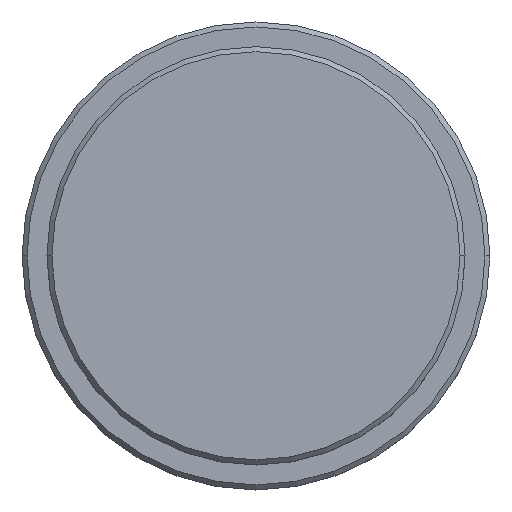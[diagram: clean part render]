
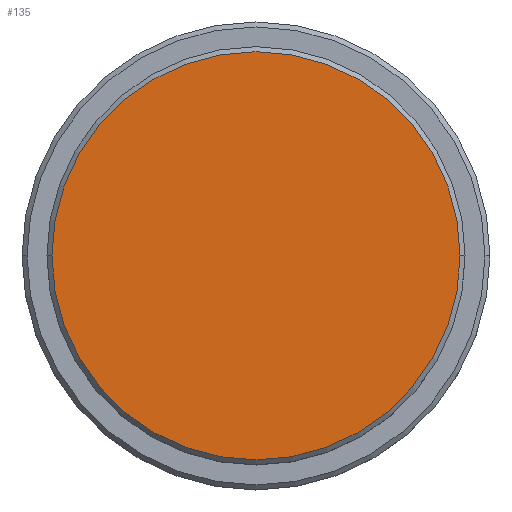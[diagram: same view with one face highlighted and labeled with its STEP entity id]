
A CAD part, top view. The second image highlights one B-rep face of the part: STEP entity #135.
In plain terms, the highlighted planar face has unit normal (0, 0, 1).
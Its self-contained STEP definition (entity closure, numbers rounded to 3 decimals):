
#54 = PLANE ( 'NONE',  #1408 ) ;
#135 = ADVANCED_FACE ( 'NONE', ( #1380 ), #54, .T. ) ;
#150 = AXIS2_PLACEMENT_3D ( 'NONE', #906, #1190, #740 ) ;
#200 = CIRCLE ( 'NONE', #1167, 20.5 ) ;
#304 = EDGE_CURVE ( 'NONE', #971, #988, #1322, .T. ) ;
#343 = DIRECTION ( 'NONE',  ( 1., 0., 0. ) ) ;
#368 = DIRECTION ( 'NONE',  ( 1., 0., 0. ) ) ;
#422 = CARTESIAN_POINT ( 'NONE',  ( -20.5, 0., 0. ) ) ;
#482 = EDGE_LOOP ( 'NONE', ( #632, #1052 ) ) ;
#497 = CARTESIAN_POINT ( 'NONE',  ( 0., 0., 0. ) ) ;
#632 = ORIENTED_EDGE ( 'NONE', *, *, #304, .T. ) ;
#740 = DIRECTION ( 'NONE',  ( 1., 0., 0. ) ) ;
#811 = DIRECTION ( 'NONE',  ( 0., 0., 1. ) ) ;
#874 = CARTESIAN_POINT ( 'NONE',  ( 20.5, 0., 0. ) ) ;
#906 = CARTESIAN_POINT ( 'NONE',  ( 0., 0., 0. ) ) ;
#971 = VERTEX_POINT ( 'NONE', #422 ) ;
#988 = VERTEX_POINT ( 'NONE', #874 ) ;
#1052 = ORIENTED_EDGE ( 'NONE', *, *, #1200, .T. ) ;
#1167 = AXIS2_PLACEMENT_3D ( 'NONE', #1361, #1333, #343 ) ;
#1190 = DIRECTION ( 'NONE',  ( 0., 0., 1. ) ) ;
#1200 = EDGE_CURVE ( 'NONE', #988, #971, #200, .T. ) ;
#1322 = CIRCLE ( 'NONE', #150, 20.5 ) ;
#1333 = DIRECTION ( 'NONE',  ( 0., 0., 1. ) ) ;
#1361 = CARTESIAN_POINT ( 'NONE',  ( 0., 0., 0. ) ) ;
#1380 = FACE_OUTER_BOUND ( 'NONE', #482, .T. ) ;
#1408 = AXIS2_PLACEMENT_3D ( 'NONE', #497, #811, #368 ) ;
